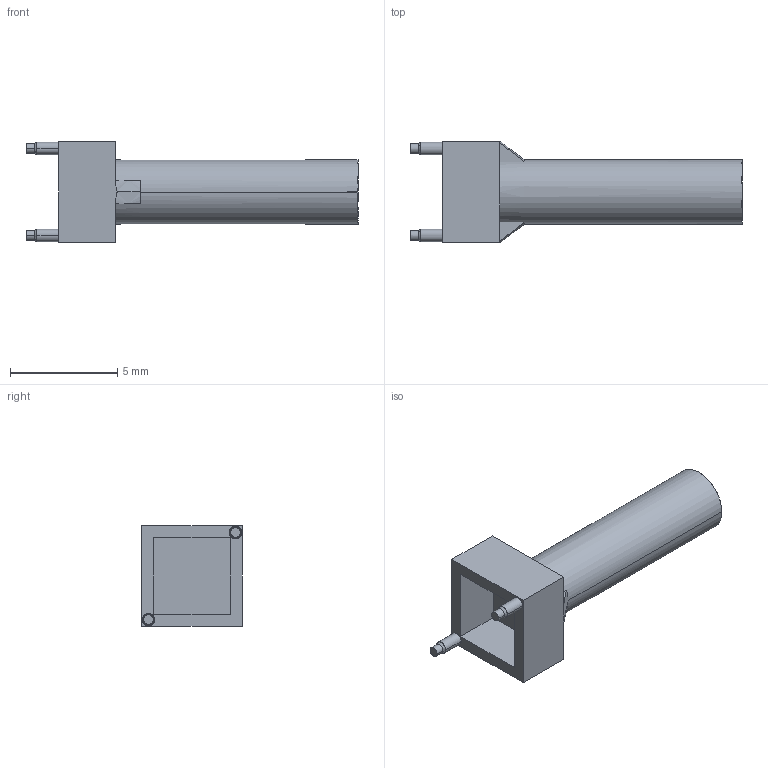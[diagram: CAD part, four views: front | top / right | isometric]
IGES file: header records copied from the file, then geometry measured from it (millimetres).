
Start section: SolidWorks IGES file using analytic representation for surfaces
Global section: file name: VLP-550-F.IGS; native system: SolidWorks 2011; preprocessor: SolidWorks 2011; author: sraja; date: 120521.085056; units: inch
Bounding box: 15.49 x 4.7 x 4.7 mm (x, y, z)
Surface area: 238.4 mm2 (no closed solid volume)
Topology: 0 solids, 0 shells, 42 faces, 369 edges, 369 vertices
Faces by surface type: bspline 29, revolution 13
